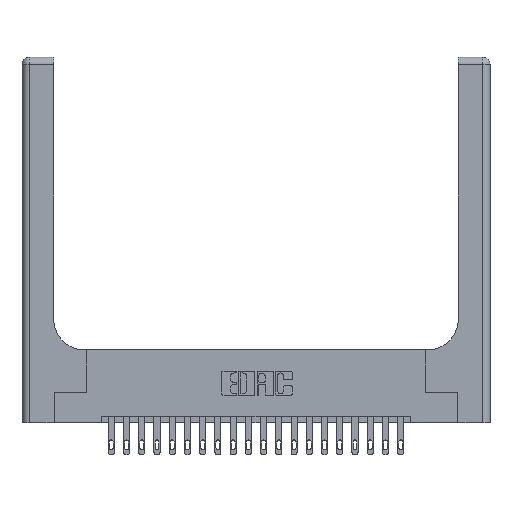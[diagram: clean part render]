
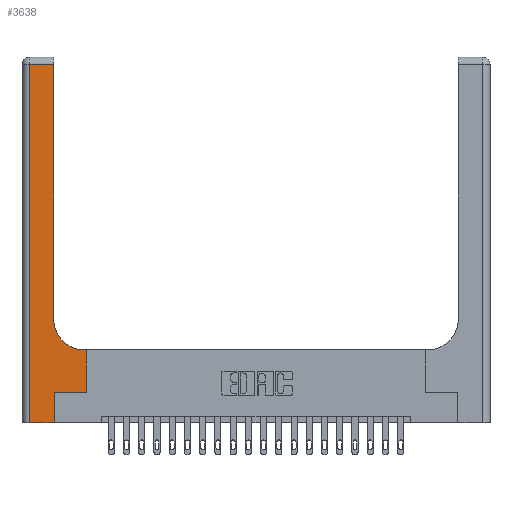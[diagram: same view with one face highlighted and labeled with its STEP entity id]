
A CAD part, top view. The second image highlights one B-rep face of the part: STEP entity #3638.
In plain terms, the highlighted planar face has unit normal (0, 0, 1).
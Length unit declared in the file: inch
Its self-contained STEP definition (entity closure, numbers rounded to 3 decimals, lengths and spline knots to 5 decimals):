
#707 = CARTESIAN_POINT ( 'NONE',  ( 0.26, 0.85, 0.37 ) ) ;
#881 = CARTESIAN_POINT ( 'NONE',  ( 0.528, 0.6, 0.37 ) ) ;
#1049 = ORIENTED_EDGE ( 'NONE', *, *, #1921, .T. ) ;
#1312 = CARTESIAN_POINT ( 'NONE',  ( 0., 2.94, 0.37 ) ) ;
#1479 = DIRECTION ( 'NONE',  ( 1., 0., 0. ) ) ;
#1697 = FACE_OUTER_BOUND ( 'NONE', #5190, .T. ) ;
#1871 = ORIENTED_EDGE ( 'NONE', *, *, #3134, .T. ) ;
#1921 = EDGE_CURVE ( 'NONE', #3753, #12957, #13529, .T. ) ;
#1951 = DIRECTION ( 'NONE',  ( 0., 1., 0. ) ) ;
#1952 = DIRECTION ( 'NONE',  ( 0., 1., 0. ) ) ;
#2080 = CIRCLE ( 'NONE', #8004, 0.25 ) ;
#2301 = VECTOR ( 'NONE', #16397, 39.37008 ) ;
#2688 = ORIENTED_EDGE ( 'NONE', *, *, #3043, .T. ) ;
#2875 = PLANE ( 'NONE',  #15442 ) ;
#3043 = EDGE_CURVE ( 'NONE', #12635, #11195, #5548, .T. ) ;
#3097 = VERTEX_POINT ( 'NONE', #19595 ) ;
#3134 = EDGE_CURVE ( 'NONE', #3097, #19845, #17853, .T. ) ;
#3234 = ORIENTED_EDGE ( 'NONE', *, *, #4890, .T. ) ;
#3490 = LINE ( 'NONE', #18546, #10618 ) ;
#3638 = ADVANCED_FACE ( 'NONE', ( #1697 ), #2875, .F. ) ;
#3753 = VERTEX_POINT ( 'NONE', #8886 ) ;
#3802 = LINE ( 'NONE', #10461, #11415 ) ;
#4270 = VERTEX_POINT ( 'NONE', #881 ) ;
#4890 = EDGE_CURVE ( 'NONE', #11794, #12635, #2080, .T. ) ;
#5190 = EDGE_LOOP ( 'NONE', ( #2688, #15117, #1871, #10081, #1049, #10222, #11726, #16351, #3234 ) ) ;
#5548 = LINE ( 'NONE', #12243, #14007 ) ;
#6721 = DIRECTION ( 'NONE',  ( 0., 0., -1. ) ) ;
#7030 = EDGE_CURVE ( 'NONE', #11195, #3097, #9633, .T. ) ;
#7418 = LINE ( 'NONE', #12356, #18743 ) ;
#8004 = AXIS2_PLACEMENT_3D ( 'NONE', #19586, #11643, #1479 ) ;
#8575 = CARTESIAN_POINT ( 'NONE',  ( 0.26, 2.94, 0.37 ) ) ;
#8886 = CARTESIAN_POINT ( 'NONE',  ( 0.265, 0., 0.37 ) ) ;
#8929 = CARTESIAN_POINT ( 'NONE',  ( 0.265, 0.25, 0.37 ) ) ;
#9423 = VECTOR ( 'NONE', #1951, 39.37008 ) ;
#9633 = LINE ( 'NONE', #1312, #2301 ) ;
#10081 = ORIENTED_EDGE ( 'NONE', *, *, #10333, .T. ) ;
#10153 = DIRECTION ( 'NONE',  ( 0., 1., 0. ) ) ;
#10222 = ORIENTED_EDGE ( 'NONE', *, *, #12293, .T. ) ;
#10268 = VECTOR ( 'NONE', #17324, 39.37008 ) ;
#10333 = EDGE_CURVE ( 'NONE', #19845, #3753, #7418, .T. ) ;
#10461 = CARTESIAN_POINT ( 'NONE',  ( 0.26, 0.6, 0.37 ) ) ;
#10526 = VECTOR ( 'NONE', #16123, 39.37008 ) ;
#10618 = VECTOR ( 'NONE', #10153, 39.37008 ) ;
#11195 = VERTEX_POINT ( 'NONE', #8575 ) ;
#11415 = VECTOR ( 'NONE', #13849, 39.37008 ) ;
#11643 = DIRECTION ( 'NONE',  ( 0., 0., -1. ) ) ;
#11726 = ORIENTED_EDGE ( 'NONE', *, *, #16878, .T. ) ;
#11794 = VERTEX_POINT ( 'NONE', #14879 ) ;
#12243 = CARTESIAN_POINT ( 'NONE',  ( 0.26, 3., 0.37 ) ) ;
#12293 = EDGE_CURVE ( 'NONE', #12957, #15545, #17017, .T. ) ;
#12356 = CARTESIAN_POINT ( 'NONE',  ( 0., 0., 0.37 ) ) ;
#12635 = VERTEX_POINT ( 'NONE', #707 ) ;
#12957 = VERTEX_POINT ( 'NONE', #13379 ) ;
#13379 = CARTESIAN_POINT ( 'NONE',  ( 0.265, 0.25, 0.37 ) ) ;
#13387 = DIRECTION ( 'NONE',  ( -1., 0., 0. ) ) ;
#13529 = LINE ( 'NONE', #18854, #9423 ) ;
#13849 = DIRECTION ( 'NONE',  ( -1., 0., 0. ) ) ;
#13974 = DIRECTION ( 'NONE',  ( 1., 0., 0. ) ) ;
#14007 = VECTOR ( 'NONE', #1952, 39.37008 ) ;
#14281 = CARTESIAN_POINT ( 'NONE',  ( 0.06, 3., 0.37 ) ) ;
#14879 = CARTESIAN_POINT ( 'NONE',  ( 0.51, 0.6, 0.37 ) ) ;
#15029 = CARTESIAN_POINT ( 'NONE',  ( 0., 3., 0.37 ) ) ;
#15117 = ORIENTED_EDGE ( 'NONE', *, *, #7030, .T. ) ;
#15442 = AXIS2_PLACEMENT_3D ( 'NONE', #15029, #6721, #13387 ) ;
#15545 = VERTEX_POINT ( 'NONE', #17329 ) ;
#16123 = DIRECTION ( 'NONE',  ( 0., -1., 0. ) ) ;
#16351 = ORIENTED_EDGE ( 'NONE', *, *, #21150, .T. ) ;
#16397 = DIRECTION ( 'NONE',  ( -1., 0., 0. ) ) ;
#16878 = EDGE_CURVE ( 'NONE', #15545, #4270, #3490, .T. ) ;
#17017 = LINE ( 'NONE', #8929, #10268 ) ;
#17324 = DIRECTION ( 'NONE',  ( 1., 0., 0. ) ) ;
#17329 = CARTESIAN_POINT ( 'NONE',  ( 0.528, 0.25, 0.37 ) ) ;
#17853 = LINE ( 'NONE', #14281, #10526 ) ;
#18546 = CARTESIAN_POINT ( 'NONE',  ( 0.528, 0.25, 0.37 ) ) ;
#18726 = CARTESIAN_POINT ( 'NONE',  ( 0.06, 0., 0.37 ) ) ;
#18743 = VECTOR ( 'NONE', #13974, 39.37008 ) ;
#18854 = CARTESIAN_POINT ( 'NONE',  ( 0.265, 0., 0.37 ) ) ;
#19586 = CARTESIAN_POINT ( 'NONE',  ( 0.51, 0.85, 0.37 ) ) ;
#19595 = CARTESIAN_POINT ( 'NONE',  ( 0.06, 2.94, 0.37 ) ) ;
#19845 = VERTEX_POINT ( 'NONE', #18726 ) ;
#21150 = EDGE_CURVE ( 'NONE', #4270, #11794, #3802, .T. ) ;
